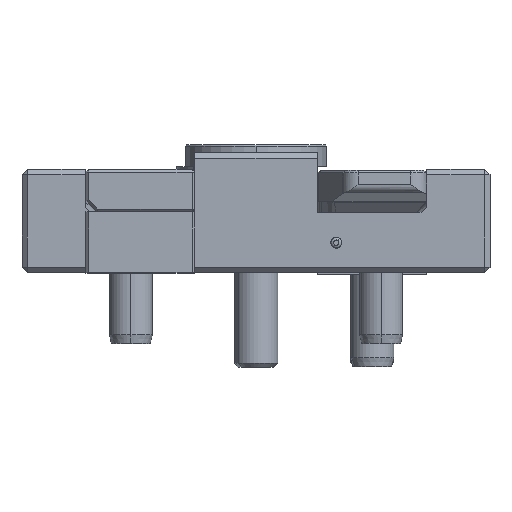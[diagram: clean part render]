
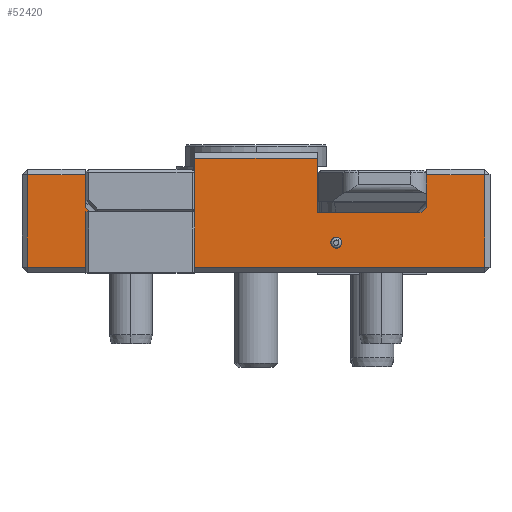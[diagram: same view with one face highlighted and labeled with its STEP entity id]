
A CAD part, top view. The second image highlights one B-rep face of the part: STEP entity #52420.
In plain terms, the highlighted face is planar.
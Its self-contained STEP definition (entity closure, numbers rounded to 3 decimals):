
#463 = VERTEX_POINT ( 'NONE', #112573 ) ;
#783 = EDGE_CURVE ( 'NONE', #34599, #72533, #38837, .T. ) ;
#1321 = CARTESIAN_POINT ( 'NONE',  ( -43., 18., -18. ) ) ;
#2652 = DIRECTION ( 'NONE',  ( 1., 0., 0. ) ) ;
#5066 = VERTEX_POINT ( 'NONE', #78890 ) ;
#5641 = EDGE_CURVE ( 'NONE', #96460, #41625, #73357, .T. ) ;
#6920 = CARTESIAN_POINT ( 'NONE',  ( 29.85, 11., -18. ) ) ;
#7284 = EDGE_CURVE ( 'NONE', #67440, #96460, #19631, .T. ) ;
#8839 = CARTESIAN_POINT ( 'NONE',  ( 31.35, 19., -18. ) ) ;
#8896 = VECTOR ( 'NONE', #99589, 1000. ) ;
#9045 = CARTESIAN_POINT ( 'NONE',  ( -11.25, 11., -18. ) ) ;
#9673 = EDGE_CURVE ( 'NONE', #90342, #34528, #99450, .T. ) ;
#10613 = DIRECTION ( 'NONE',  ( 1., 0., 0. ) ) ;
#11796 = CARTESIAN_POINT ( 'NONE',  ( -43., 18., -18. ) ) ;
#12932 = DIRECTION ( 'NONE',  ( 1., 0., 0. ) ) ;
#12947 = VERTEX_POINT ( 'NONE', #108060 ) ;
#14383 = CIRCLE ( 'NONE', #36493, 1. ) ;
#14868 = EDGE_CURVE ( 'NONE', #45741, #94700, #14383, .T. ) ;
#17670 = AXIS2_PLACEMENT_3D ( 'NONE', #40064, #49342, #12932 ) ;
#18737 = VECTOR ( 'NONE', #60785, 1000. ) ;
#19013 = DIRECTION ( 'NONE',  ( 0., 0., -1. ) ) ;
#19098 = CIRCLE ( 'NONE', #21030, 1.5 ) ;
#19631 = LINE ( 'NONE', #54993, #56027 ) ;
#21030 = AXIS2_PLACEMENT_3D ( 'NONE', #81833, #74369, #2652 ) ;
#23966 = EDGE_CURVE ( 'NONE', #5066, #12947, #30147, .T. ) ;
#24503 = VECTOR ( 'NONE', #82298, 1000. ) ;
#24585 = EDGE_CURVE ( 'NONE', #463, #59483, #33721, .T. ) ;
#24762 = ORIENTED_EDGE ( 'NONE', *, *, #60127, .T. ) ;
#27347 = LINE ( 'NONE', #11796, #24503 ) ;
#27712 = DIRECTION ( 'NONE',  ( -1., 0., 0. ) ) ;
#28741 = CARTESIAN_POINT ( 'NONE',  ( -42., 19., -18. ) ) ;
#28823 = ORIENTED_EDGE ( 'NONE', *, *, #83307, .F. ) ;
#30090 = CARTESIAN_POINT ( 'NONE',  ( -42., 18., -18. ) ) ;
#30147 = LINE ( 'NONE', #56824, #78850 ) ;
#30962 = ORIENTED_EDGE ( 'NONE', *, *, #106164, .T. ) ;
#32378 = ORIENTED_EDGE ( 'NONE', *, *, #23966, .F. ) ;
#33077 = DIRECTION ( 'NONE',  ( -1., 0., 0. ) ) ;
#33138 = ORIENTED_EDGE ( 'NONE', *, *, #58171, .F. ) ;
#33721 = LINE ( 'NONE', #8839, #93946 ) ;
#33890 = AXIS2_PLACEMENT_3D ( 'NONE', #80344, #19013, #45682 ) ;
#34403 = FACE_BOUND ( 'NONE', #95570, .T. ) ;
#34528 = VERTEX_POINT ( 'NONE', #66572 ) ;
#34599 = VERTEX_POINT ( 'NONE', #6920 ) ;
#35123 = EDGE_CURVE ( 'NONE', #463, #37413, #27347, .T. ) ;
#35140 = CARTESIAN_POINT ( 'NONE',  ( -13.75, 5.5, -18. ) ) ;
#35591 = CARTESIAN_POINT ( 'NONE',  ( 11.25, 11., -18. ) ) ;
#36010 = LINE ( 'NONE', #1321, #104506 ) ;
#36493 = AXIS2_PLACEMENT_3D ( 'NONE', #67825, #113362, #33077 ) ;
#37027 = VECTOR ( 'NONE', #83206, 1000. ) ;
#37413 = VERTEX_POINT ( 'NONE', #96697 ) ;
#37534 = EDGE_LOOP ( 'NONE', ( #28823, #65849, #67914, #60505, #43637, #49737, #100566, #97995, #74315, #98947, #24762, #32378, #30962, #59002 ) ) ;
#38837 = LINE ( 'NONE', #88180, #8896 ) ;
#39970 = DIRECTION ( 'NONE',  ( 0., 1., 0. ) ) ;
#40064 = CARTESIAN_POINT ( 'NONE',  ( -29.85, 12.5, -18. ) ) ;
#41625 = VERTEX_POINT ( 'NONE', #30090 ) ;
#42844 = LINE ( 'NONE', #78105, #18737 ) ;
#43637 = ORIENTED_EDGE ( 'NONE', *, *, #70028, .T. ) ;
#43846 = LINE ( 'NONE', #106780, #89251 ) ;
#45682 = DIRECTION ( 'NONE',  ( -1., 0., 0. ) ) ;
#45741 = VERTEX_POINT ( 'NONE', #102574 ) ;
#45864 = CARTESIAN_POINT ( 'NONE',  ( -42., 1., -18. ) ) ;
#49342 = DIRECTION ( 'NONE',  ( 0., 0., 1. ) ) ;
#49556 = FACE_OUTER_BOUND ( 'NONE', #37534, .T. ) ;
#49737 = ORIENTED_EDGE ( 'NONE', *, *, #24585, .F. ) ;
#49958 = CARTESIAN_POINT ( 'NONE',  ( -11.25, 11., -18. ) ) ;
#50673 = PLANE ( 'NONE',  #96588 ) ;
#51982 = EDGE_CURVE ( 'NONE', #84567, #108648, #75426, .T. ) ;
#52420 = ADVANCED_FACE ( 'NONE', ( #34403, #49556 ), #50673, .F. ) ;
#54425 = CARTESIAN_POINT ( 'NONE',  ( 31.35, 12.5, -18. ) ) ;
#54993 = CARTESIAN_POINT ( 'NONE',  ( -43., 1., -18. ) ) ;
#56027 = VECTOR ( 'NONE', #27712, 1000. ) ;
#56824 = CARTESIAN_POINT ( 'NONE',  ( -31.35, 11., -18. ) ) ;
#58171 = EDGE_CURVE ( 'NONE', #94700, #45741, #113233, .T. ) ;
#58798 = DIRECTION ( 'NONE',  ( 0., 0., 1. ) ) ;
#59002 = ORIENTED_EDGE ( 'NONE', *, *, #51982, .F. ) ;
#59483 = VERTEX_POINT ( 'NONE', #54425 ) ;
#60127 = EDGE_CURVE ( 'NONE', #41625, #12947, #36010, .T. ) ;
#60505 = ORIENTED_EDGE ( 'NONE', *, *, #783, .F. ) ;
#60785 = DIRECTION ( 'NONE',  ( 0., -1., 0. ) ) ;
#61853 = VECTOR ( 'NONE', #70880, 1000. ) ;
#63670 = ORIENTED_EDGE ( 'NONE', *, *, #14868, .F. ) ;
#65849 = ORIENTED_EDGE ( 'NONE', *, *, #9673, .T. ) ;
#66572 = CARTESIAN_POINT ( 'NONE',  ( 11.25, 21., -18. ) ) ;
#67440 = VERTEX_POINT ( 'NONE', #88032 ) ;
#67598 = CIRCLE ( 'NONE', #17670, 1.5 ) ;
#67825 = CARTESIAN_POINT ( 'NONE',  ( -14.75, 5.5, -18. ) ) ;
#67914 = ORIENTED_EDGE ( 'NONE', *, *, #113563, .F. ) ;
#68858 = EDGE_CURVE ( 'NONE', #37413, #67440, #43846, .T. ) ;
#70028 = EDGE_CURVE ( 'NONE', #34599, #59483, #19098, .T. ) ;
#70880 = DIRECTION ( 'NONE',  ( 0., 1., 0. ) ) ;
#72533 = VERTEX_POINT ( 'NONE', #82860 ) ;
#73357 = LINE ( 'NONE', #28741, #108257 ) ;
#73479 = CARTESIAN_POINT ( 'NONE',  ( -11.25, 21., -18. ) ) ;
#74315 = ORIENTED_EDGE ( 'NONE', *, *, #7284, .T. ) ;
#74369 = DIRECTION ( 'NONE',  ( 0., 0., 1. ) ) ;
#74586 = CARTESIAN_POINT ( 'NONE',  ( -43., 21., -18. ) ) ;
#75426 = LINE ( 'NONE', #49958, #112938 ) ;
#76533 = DIRECTION ( 'NONE',  ( -1., 0., 0. ) ) ;
#78105 = CARTESIAN_POINT ( 'NONE',  ( -11.25, 22., -18. ) ) ;
#78387 = CARTESIAN_POINT ( 'NONE',  ( -43., 19., -18. ) ) ;
#78850 = VECTOR ( 'NONE', #39970, 1000. ) ;
#78890 = CARTESIAN_POINT ( 'NONE',  ( -31.35, 12.5, -18. ) ) ;
#80344 = CARTESIAN_POINT ( 'NONE',  ( -14.75, 5.5, -18. ) ) ;
#81833 = CARTESIAN_POINT ( 'NONE',  ( 29.85, 12.5, -18. ) ) ;
#82298 = DIRECTION ( 'NONE',  ( 1., 0., 0. ) ) ;
#82406 = LINE ( 'NONE', #35591, #61853 ) ;
#82548 = DIRECTION ( 'NONE',  ( 0., 1., 0. ) ) ;
#82860 = CARTESIAN_POINT ( 'NONE',  ( 11.25, 11., -18. ) ) ;
#83206 = DIRECTION ( 'NONE',  ( 1., 0., 0. ) ) ;
#83307 = EDGE_CURVE ( 'NONE', #90342, #84567, #42844, .T. ) ;
#84567 = VERTEX_POINT ( 'NONE', #9045 ) ;
#88032 = CARTESIAN_POINT ( 'NONE',  ( 42., 1., -18. ) ) ;
#88180 = CARTESIAN_POINT ( 'NONE',  ( 31.35, 11., -18. ) ) ;
#89251 = VECTOR ( 'NONE', #107387, 1000. ) ;
#90342 = VERTEX_POINT ( 'NONE', #73479 ) ;
#93946 = VECTOR ( 'NONE', #114024, 1000. ) ;
#94072 = DIRECTION ( 'NONE',  ( 1., 0., 0. ) ) ;
#94700 = VERTEX_POINT ( 'NONE', #35140 ) ;
#95570 = EDGE_LOOP ( 'NONE', ( #63670, #33138 ) ) ;
#96460 = VERTEX_POINT ( 'NONE', #45864 ) ;
#96588 = AXIS2_PLACEMENT_3D ( 'NONE', #78387, #58798, #94072 ) ;
#96697 = CARTESIAN_POINT ( 'NONE',  ( 42., 18., -18. ) ) ;
#97995 = ORIENTED_EDGE ( 'NONE', *, *, #68858, .T. ) ;
#98947 = ORIENTED_EDGE ( 'NONE', *, *, #5641, .T. ) ;
#99450 = LINE ( 'NONE', #74586, #37027 ) ;
#99589 = DIRECTION ( 'NONE',  ( -1., 0., 0. ) ) ;
#100566 = ORIENTED_EDGE ( 'NONE', *, *, #35123, .T. ) ;
#101321 = CARTESIAN_POINT ( 'NONE',  ( -29.85, 11., -18. ) ) ;
#102574 = CARTESIAN_POINT ( 'NONE',  ( -15.75, 5.5, -18. ) ) ;
#104506 = VECTOR ( 'NONE', #10613, 1000. ) ;
#106164 = EDGE_CURVE ( 'NONE', #5066, #108648, #67598, .T. ) ;
#106780 = CARTESIAN_POINT ( 'NONE',  ( 42., 19., -18. ) ) ;
#107387 = DIRECTION ( 'NONE',  ( 0., -1., 0. ) ) ;
#108060 = CARTESIAN_POINT ( 'NONE',  ( -31.35, 18., -18. ) ) ;
#108257 = VECTOR ( 'NONE', #82548, 1000. ) ;
#108648 = VERTEX_POINT ( 'NONE', #101321 ) ;
#112573 = CARTESIAN_POINT ( 'NONE',  ( 31.35, 18., -18. ) ) ;
#112938 = VECTOR ( 'NONE', #76533, 1000. ) ;
#113233 = CIRCLE ( 'NONE', #33890, 1. ) ;
#113362 = DIRECTION ( 'NONE',  ( 0., 0., -1. ) ) ;
#113563 = EDGE_CURVE ( 'NONE', #72533, #34528, #82406, .T. ) ;
#114024 = DIRECTION ( 'NONE',  ( 0., -1., 0. ) ) ;
